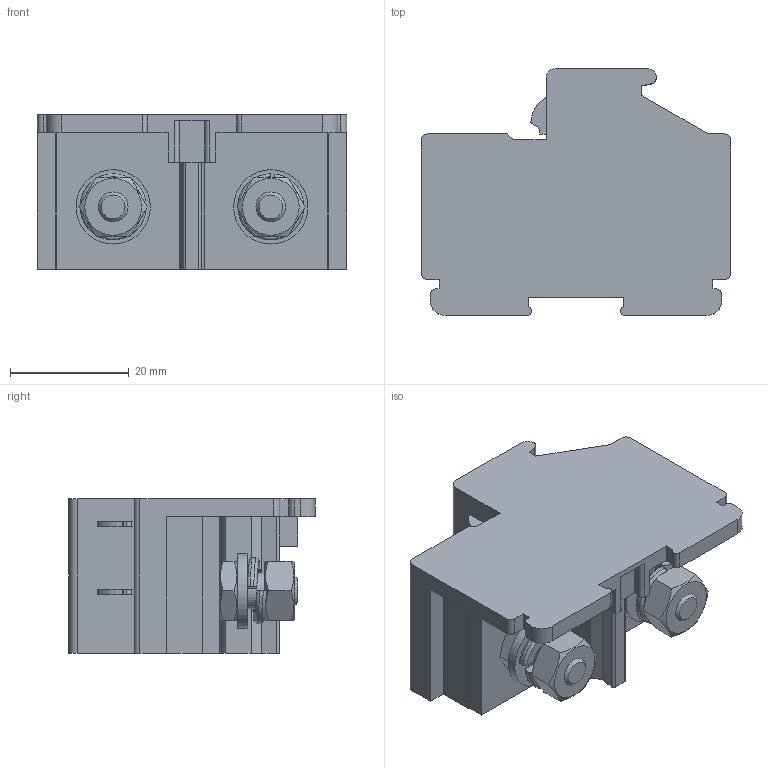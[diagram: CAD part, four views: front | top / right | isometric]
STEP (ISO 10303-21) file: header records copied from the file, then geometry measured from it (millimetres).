
FILE_DESCRIPTION(/* description */ ('Unknown'),/* implementation_level */ '2;1');
FILE_NAME(/* name */ 'CBTM6S1_KH_3D',/* time_stamp */ '2019-11-12T12:07:13+06:00',/* author */ ('Unknown'),/* organization */ ('Unknown'),/* preprocessor_version */ 'ST-DEVELOPER v16.7',/* originating_system */ 'DEX',/* authorisation */ $);
FILE_SCHEMA (('AUTOMOTIVE_DESIGN {1 0 10303 214 3 1 1}'));
Length unit declared in the file: millimetre
Products named in the file (1): CBTM6S1
Bounding box: 52 x 41.5 x 26 mm (x, y, z)
Volume: 28996.6 mm3; surface area: 10076.3 mm2
Topology: 1 solids, 1 shells, 165 faces, 445 edges, 296 vertices
Faces by surface type: plane 108, cylinder 34, bspline 13, cone 10
Full cylindrical faces by diameter (mm): 6 x2, 6.6 x2, 12.5 x2
Entity records: 6744 total; most frequent: CARTESIAN_POINT 1689, ORIENTED_EDGE 844, DIRECTION 708, EDGE_CURVE 422, VERTEX_POINT 288, LINE 258, VECTOR 258, AXIS2_PLACEMENT_3D 225
